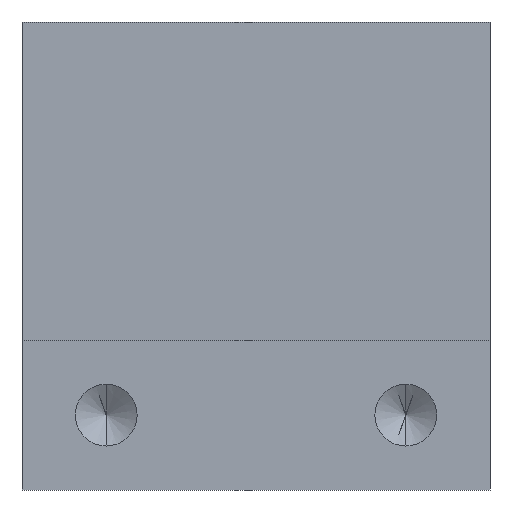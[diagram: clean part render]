
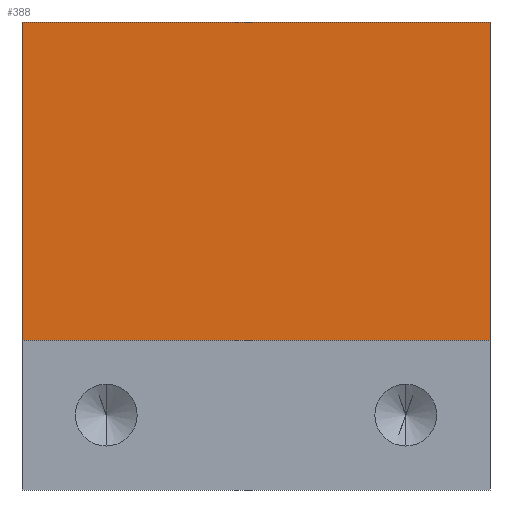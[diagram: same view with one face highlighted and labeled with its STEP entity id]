
A CAD part, front view. The second image highlights one B-rep face of the part: STEP entity #388.
In plain terms, the highlighted planar face has unit normal (0, -1, 0).
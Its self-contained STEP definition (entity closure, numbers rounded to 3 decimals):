
#13 = VERTEX_POINT ( 'NONE', #361 ) ;
#24 = CARTESIAN_POINT ( 'NONE',  ( 12.5, 14.5, 21. ) ) ;
#30 = LINE ( 'NONE', #24, #144 ) ;
#34 = FACE_OUTER_BOUND ( 'NONE', #44, .T. ) ;
#39 = EDGE_CURVE ( 'NONE', #482, #105, #530, .T. ) ;
#44 = EDGE_LOOP ( 'NONE', ( #459, #358, #164, #425 ) ) ;
#70 = CARTESIAN_POINT ( 'NONE',  ( -12.5, 14.5, 21. ) ) ;
#75 = PLANE ( 'NONE',  #138 ) ;
#105 = VERTEX_POINT ( 'NONE', #70 ) ;
#120 = CARTESIAN_POINT ( 'NONE',  ( 12.5, 14.5, 4. ) ) ;
#138 = AXIS2_PLACEMENT_3D ( 'NONE', #231, #404, #279 ) ;
#140 = EDGE_CURVE ( 'NONE', #482, #492, #30, .T. ) ;
#144 = VECTOR ( 'NONE', #478, 1000. ) ;
#164 = ORIENTED_EDGE ( 'NONE', *, *, #140, .F. ) ;
#214 = VECTOR ( 'NONE', #516, 1000. ) ;
#227 = LINE ( 'NONE', #426, #374 ) ;
#231 = CARTESIAN_POINT ( 'NONE',  ( 12.5, 14.5, 21. ) ) ;
#238 = CARTESIAN_POINT ( 'NONE',  ( 12.5, 14.5, 21. ) ) ;
#239 = VECTOR ( 'NONE', #403, 1000. ) ;
#279 = DIRECTION ( 'NONE',  ( 0., 0., 1. ) ) ;
#335 = EDGE_CURVE ( 'NONE', #105, #13, #227, .T. ) ;
#358 = ORIENTED_EDGE ( 'NONE', *, *, #366, .F. ) ;
#361 = CARTESIAN_POINT ( 'NONE',  ( -12.5, 14.5, 4. ) ) ;
#366 = EDGE_CURVE ( 'NONE', #492, #13, #439, .T. ) ;
#371 = CARTESIAN_POINT ( 'NONE',  ( 12.5, 14.5, 21. ) ) ;
#374 = VECTOR ( 'NONE', #508, 1000. ) ;
#388 = ADVANCED_FACE ( 'NONE', ( #34 ), #75, .F. ) ;
#403 = DIRECTION ( 'NONE',  ( -1., 0., 0. ) ) ;
#404 = DIRECTION ( 'NONE',  ( 0., 1., 0. ) ) ;
#425 = ORIENTED_EDGE ( 'NONE', *, *, #39, .T. ) ;
#426 = CARTESIAN_POINT ( 'NONE',  ( -12.5, 14.5, 21. ) ) ;
#439 = LINE ( 'NONE', #120, #214 ) ;
#453 = CARTESIAN_POINT ( 'NONE',  ( 12.5, 14.5, 4. ) ) ;
#459 = ORIENTED_EDGE ( 'NONE', *, *, #335, .T. ) ;
#478 = DIRECTION ( 'NONE',  ( 0., 0., -1. ) ) ;
#482 = VERTEX_POINT ( 'NONE', #371 ) ;
#492 = VERTEX_POINT ( 'NONE', #453 ) ;
#508 = DIRECTION ( 'NONE',  ( 0., 0., -1. ) ) ;
#516 = DIRECTION ( 'NONE',  ( -1., 0., 0. ) ) ;
#530 = LINE ( 'NONE', #238, #239 ) ;
